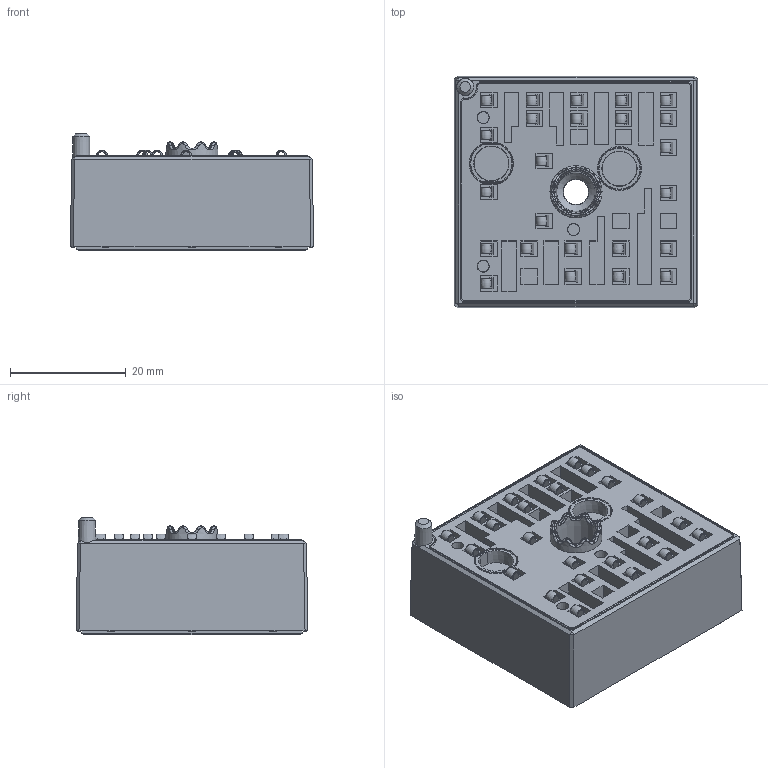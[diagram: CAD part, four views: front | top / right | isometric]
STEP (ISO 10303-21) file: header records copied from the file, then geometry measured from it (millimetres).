
FILE_DESCRIPTION(/* description */ ('Unknown'),/* implementation_level */ '2;1');
FILE_NAME(/* name */ 'MiniSkiiP1-K200(240)-01-OL',/* time_stamp */ '2016-06-01T12:48:44+02:00',/* author */ ('Unknown'),/* organization */ ('Unknown'),/* preprocessor_version */ 'ST-DEVELOPER v16',/* originating_system */ 'DEX',/* authorisation */ $);
FILE_SCHEMA (('AUTOMOTIVE_DESIGN {1 0 10303 214 3 1 1}'));
Length unit declared in the file: millimetre
Products named in the file (1): MiniSkiiP1-K200-01-OL
Bounding box: 41.99 x 39.99 x 20.29 mm (x, y, z)
Volume: 25254 mm3; surface area: 9006.5 mm2
Topology: 1 solids, 4 shells, 1095 faces, 2943 edges, 1735 vertices
Faces by surface type: plane 649, bspline 280, cylinder 103, torus 49, cone 13, sphere 1
Full cylindrical faces by diameter (mm): 3 x2, 5 x2, 5.5 x1, 6.2 x1, 6.8 x1, 7.5 x1, 7.8 x1, 8 x1
Entity records: 44854 total; most frequent: CARTESIAN_POINT 13152, ORIENTED_EDGE 5422, DIRECTION 4061, EDGE_CURVE 2711, VERTEX_POINT 1718, LINE 1691, VECTOR 1691, EDGE_LOOP 1199
